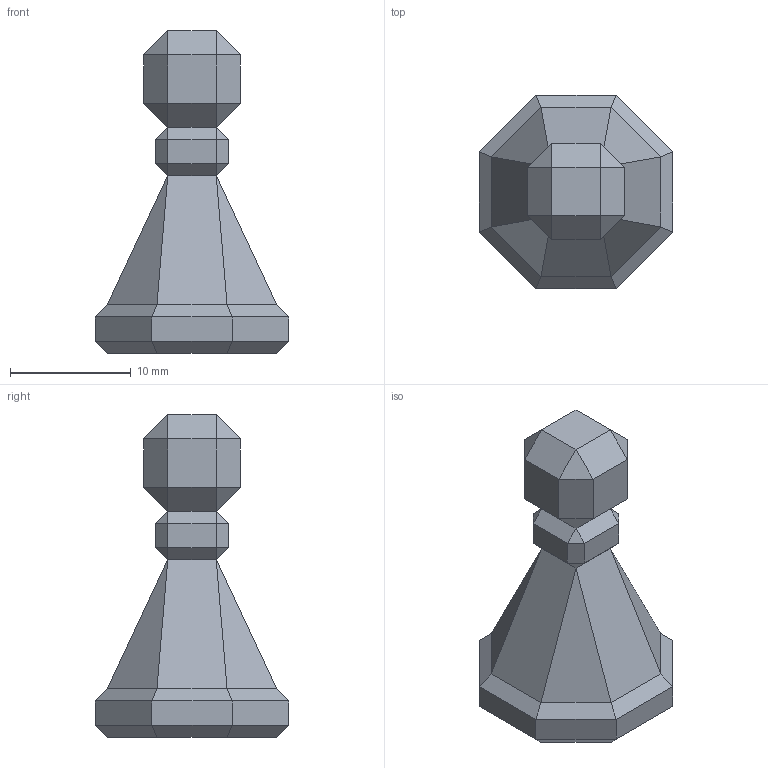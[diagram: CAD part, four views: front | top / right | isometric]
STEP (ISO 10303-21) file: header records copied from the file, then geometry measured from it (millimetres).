
FILE_DESCRIPTION(/* description */ (''),/* implementation_level */ '2;1');
FILE_NAME(/* name */ 'Pawn.step',/* time_stamp */ '2020-03-24T09:10:54-07:00',/* author */ (''),/* organization */ (''),/* preprocessor_version */ 'ST-DEVELOPER v18',/* originating_system */ 'Autodesk Translation Framework v8.12.0.6',/* authorisation */ '');
FILE_SCHEMA (('AUTOMOTIVE_DESIGN { 1 0 10303 214 3 1 1 }'));
Length unit declared in the file: millimetre
Products named in the file (1): Pawn
Bounding box: 16 x 16 x 26.67 mm (x, y, z)
Volume: 2110.8 mm3; surface area: 1111.7 mm2
Topology: 1 solids, 1 shells, 82 faces, 156 edges, 76 vertices
Faces by surface type: plane 82
Entity records: 1941 total; most frequent: DIRECTION 322, CARTESIAN_POINT 315, ORIENTED_EDGE 312, LINE 156, VECTOR 156, EDGE_CURVE 156, AXIS2_PLACEMENT_3D 83, FACE_OUTER_BOUND 82
